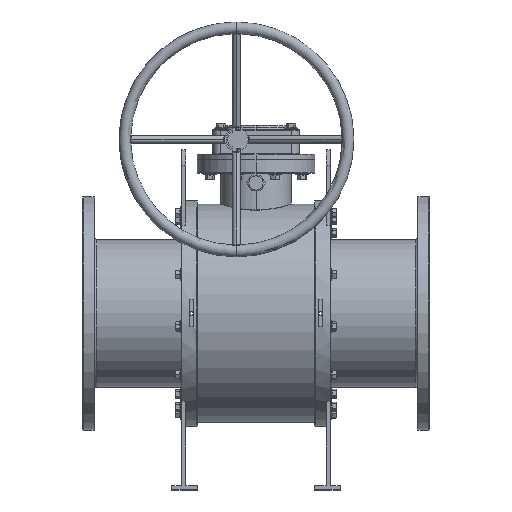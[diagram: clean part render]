
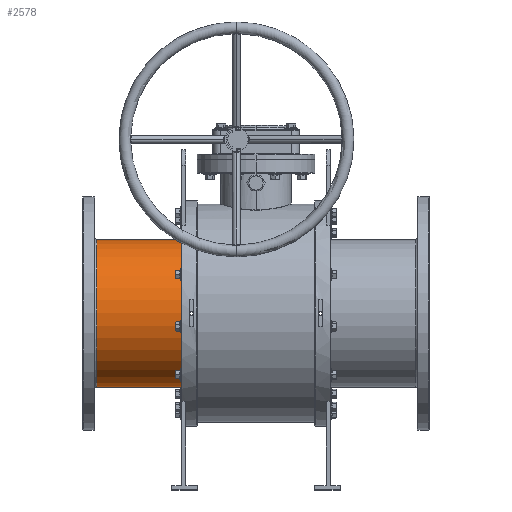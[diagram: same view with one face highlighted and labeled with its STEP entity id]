
A CAD part, top view. The second image highlights one B-rep face of the part: STEP entity #2578.
In plain terms, the highlighted cylindrical face has radius 188.5 mm (diameter 377 mm), a partial arc.
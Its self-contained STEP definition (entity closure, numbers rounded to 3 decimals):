
#633 = CARTESIAN_POINT ( 'NONE',  ( -407.5, 188.5, 0. ) ) ;
#768 = CARTESIAN_POINT ( 'NONE',  ( -407.5, -188.5, 0. ) ) ;
#2578 = ADVANCED_FACE ( 'NONE', ( #8104 ), #20828, .T. ) ;
#3059 = LINE ( 'NONE', #13687, #8212 ) ;
#3433 = CARTESIAN_POINT ( 'NONE',  ( -190., 0., 0. ) ) ;
#3851 = CARTESIAN_POINT ( 'NONE',  ( -190., -188.5, 0. ) ) ;
#4103 = ORIENTED_EDGE ( 'NONE', *, *, #4730, .T. ) ;
#4730 = EDGE_CURVE ( 'NONE', #22044, #5294, #3059, .T. ) ;
#5294 = VERTEX_POINT ( 'NONE', #633 ) ;
#7298 = DIRECTION ( 'NONE',  ( -1., 0., 0. ) ) ;
#7678 = EDGE_LOOP ( 'NONE', ( #12600, #4103, #26991, #18464 ) ) ;
#8104 = FACE_OUTER_BOUND ( 'NONE', #7678, .T. ) ;
#8212 = VECTOR ( 'NONE', #22142, 1000. ) ;
#9347 = CIRCLE ( 'NONE', #12446, 188.5 ) ;
#10220 = VERTEX_POINT ( 'NONE', #768 ) ;
#10315 = DIRECTION ( 'NONE',  ( 0., -1., 0. ) ) ;
#11014 = EDGE_CURVE ( 'NONE', #11207, #22044, #9347, .T. ) ;
#11207 = VERTEX_POINT ( 'NONE', #3851 ) ;
#11486 = LINE ( 'NONE', #20096, #13372 ) ;
#11845 = DIRECTION ( 'NONE',  ( 0., 0., 1. ) ) ;
#12446 = AXIS2_PLACEMENT_3D ( 'NONE', #3433, #7298, #11845 ) ;
#12600 = ORIENTED_EDGE ( 'NONE', *, *, #11014, .T. ) ;
#13372 = VECTOR ( 'NONE', #17469, 1000. ) ;
#13687 = CARTESIAN_POINT ( 'NONE',  ( -444.5, 188.5, 0. ) ) ;
#14385 = EDGE_CURVE ( 'NONE', #5294, #10220, #26133, .T. ) ;
#14499 = CARTESIAN_POINT ( 'NONE',  ( -190., 188.5, 0. ) ) ;
#15611 = AXIS2_PLACEMENT_3D ( 'NONE', #27213, #27072, #10315 ) ;
#17098 = EDGE_CURVE ( 'NONE', #11207, #10220, #11486, .T. ) ;
#17469 = DIRECTION ( 'NONE',  ( -1., 0., 0. ) ) ;
#18464 = ORIENTED_EDGE ( 'NONE', *, *, #17098, .F. ) ;
#20096 = CARTESIAN_POINT ( 'NONE',  ( -444.5, -188.5, 0. ) ) ;
#20828 = CYLINDRICAL_SURFACE ( 'NONE', #15611, 188.5 ) ;
#22044 = VERTEX_POINT ( 'NONE', #14499 ) ;
#22142 = DIRECTION ( 'NONE',  ( -1., 0., 0. ) ) ;
#23907 = DIRECTION ( 'NONE',  ( 1., 0., 0. ) ) ;
#24183 = CARTESIAN_POINT ( 'NONE',  ( -407.5, 0., 0. ) ) ;
#24315 = DIRECTION ( 'NONE',  ( 0., -1., 0. ) ) ;
#24811 = AXIS2_PLACEMENT_3D ( 'NONE', #24183, #23907, #24315 ) ;
#26133 = CIRCLE ( 'NONE', #24811, 188.5 ) ;
#26991 = ORIENTED_EDGE ( 'NONE', *, *, #14385, .T. ) ;
#27072 = DIRECTION ( 'NONE',  ( -1., 0., 0. ) ) ;
#27213 = CARTESIAN_POINT ( 'NONE',  ( -444.5, 0., 0. ) ) ;
